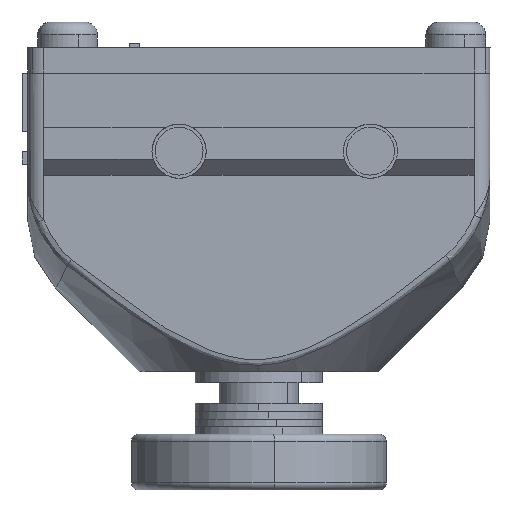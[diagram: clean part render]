
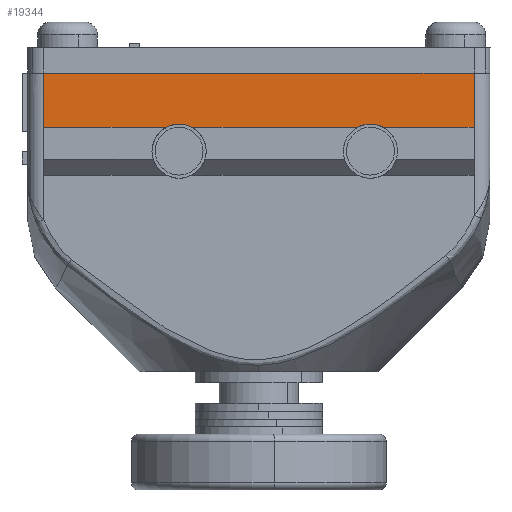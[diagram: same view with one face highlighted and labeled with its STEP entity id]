
A CAD part, front view. The second image highlights one B-rep face of the part: STEP entity #19344.
In plain terms, the highlighted face is planar.
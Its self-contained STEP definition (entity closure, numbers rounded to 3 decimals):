
#155 = CARTESIAN_POINT ( 'NONE',  ( 9.127, 7.208, -20.782 ) ) ;
#366 = DIRECTION ( 'NONE',  ( -1., 0., -0.013 ) ) ;
#603 = PLANE ( 'NONE',  #5354 ) ;
#791 = EDGE_CURVE ( 'NONE', #12208, #14185, #15735, .T. ) ;
#1237 = VERTEX_POINT ( 'NONE', #6268 ) ;
#1277 = EDGE_CURVE ( 'NONE', #21113, #10170, #22459, .T. ) ;
#1355 = DIRECTION ( 'NONE',  ( -0.013, 0., 1. ) ) ;
#1367 = AXIS2_PLACEMENT_3D ( 'NONE', #14399, #21388, #10774 ) ;
#2106 = DIRECTION ( 'NONE',  ( 0., -1., 0. ) ) ;
#2508 = LINE ( 'NONE', #11058, #2841 ) ;
#2562 = VERTEX_POINT ( 'NONE', #4278 ) ;
#2840 = DIRECTION ( 'NONE',  ( 0., -1., 0. ) ) ;
#2841 = VECTOR ( 'NONE', #2840, 1000. ) ;
#3395 = CARTESIAN_POINT ( 'NONE',  ( 14.826, 7.208, -20.709 ) ) ;
#3431 = ORIENTED_EDGE ( 'NONE', *, *, #1277, .T. ) ;
#3722 = EDGE_CURVE ( 'NONE', #12208, #2562, #20848, .T. ) ;
#3845 = CARTESIAN_POINT ( 'NONE',  ( 14.826, 7.208, -20.709 ) ) ;
#4267 = LINE ( 'NONE', #7218, #14652 ) ;
#4278 = CARTESIAN_POINT ( 'NONE',  ( -2.872, 7.208, -20.934 ) ) ;
#4430 = ORIENTED_EDGE ( 'NONE', *, *, #19906, .F. ) ;
#5094 = CARTESIAN_POINT ( 'NONE',  ( 0.265, 3.808, -20.894 ) ) ;
#5251 = LINE ( 'NONE', #14590, #16239 ) ;
#5354 = AXIS2_PLACEMENT_3D ( 'NONE', #19432, #12781, #10966 ) ;
#6268 = CARTESIAN_POINT ( 'NONE',  ( -4.472, 7.208, -20.954 ) ) ;
#6313 = ORIENTED_EDGE ( 'NONE', *, *, #13978, .T. ) ;
#6357 = CARTESIAN_POINT ( 'NONE',  ( 8.327, 8.708, -20.792 ) ) ;
#6554 = DIRECTION ( 'NONE',  ( -1., 0., -0.013 ) ) ;
#6688 = DIRECTION ( 'NONE',  ( 1., 0., 0.013 ) ) ;
#7012 = EDGE_CURVE ( 'NONE', #12507, #14185, #13911, .T. ) ;
#7022 = EDGE_CURVE ( 'NONE', #1237, #14149, #5251, .T. ) ;
#7218 = CARTESIAN_POINT ( 'NONE',  ( 14.826, 22.558, -20.709 ) ) ;
#7372 = VECTOR ( 'NONE', #6554, 1000. ) ;
#7398 = CARTESIAN_POINT ( 'NONE',  ( 7.527, 7.208, -20.802 ) ) ;
#8871 = EDGE_CURVE ( 'NONE', #1237, #2562, #22161, .T. ) ;
#9521 = VECTOR ( 'NONE', #12056, 1000. ) ;
#10170 = VERTEX_POINT ( 'NONE', #13418 ) ;
#10283 = AXIS2_PLACEMENT_3D ( 'NONE', #6357, #1355, #6688 ) ;
#10513 = DIRECTION ( 'NONE',  ( -1., 0., -0.013 ) ) ;
#10774 = DIRECTION ( 'NONE',  ( 1., 0., 0.013 ) ) ;
#10951 = ORIENTED_EDGE ( 'NONE', *, *, #7012, .F. ) ;
#10966 = DIRECTION ( 'NONE',  ( 1., 0., 0.013 ) ) ;
#11058 = CARTESIAN_POINT ( 'NONE',  ( -12.172, 22.558, -21.051 ) ) ;
#11140 = VECTOR ( 'NONE', #10513, 1000. ) ;
#12037 = CARTESIAN_POINT ( 'NONE',  ( 14.826, 3.808, -20.709 ) ) ;
#12056 = DIRECTION ( 'NONE',  ( -1., 0., -0.013 ) ) ;
#12208 = VERTEX_POINT ( 'NONE', #7398 ) ;
#12507 = VERTEX_POINT ( 'NONE', #3845 ) ;
#12781 = DIRECTION ( 'NONE',  ( -0.013, 0., 1. ) ) ;
#13418 = CARTESIAN_POINT ( 'NONE',  ( -12.172, 3.808, -21.051 ) ) ;
#13891 = ORIENTED_EDGE ( 'NONE', *, *, #791, .T. ) ;
#13911 = LINE ( 'NONE', #20903, #11140 ) ;
#13978 = EDGE_CURVE ( 'NONE', #12507, #21113, #4267, .T. ) ;
#14149 = VERTEX_POINT ( 'NONE', #14967 ) ;
#14185 = VERTEX_POINT ( 'NONE', #155 ) ;
#14399 = CARTESIAN_POINT ( 'NONE',  ( -3.672, 8.708, -20.944 ) ) ;
#14456 = ORIENTED_EDGE ( 'NONE', *, *, #7022, .F. ) ;
#14590 = CARTESIAN_POINT ( 'NONE',  ( 14.826, 7.208, -20.709 ) ) ;
#14652 = VECTOR ( 'NONE', #2106, 1000. ) ;
#14967 = CARTESIAN_POINT ( 'NONE',  ( -12.172, 7.208, -21.051 ) ) ;
#15735 = CIRCLE ( 'NONE', #10283, 1.7 ) ;
#15887 = FACE_OUTER_BOUND ( 'NONE', #22369, .T. ) ;
#16239 = VECTOR ( 'NONE', #366, 1000. ) ;
#17002 = ORIENTED_EDGE ( 'NONE', *, *, #8871, .T. ) ;
#19344 = ADVANCED_FACE ( 'NONE', ( #15887 ), #603, .F. ) ;
#19432 = CARTESIAN_POINT ( 'NONE',  ( 0.265, 22.558, -20.894 ) ) ;
#19906 = EDGE_CURVE ( 'NONE', #14149, #10170, #2508, .T. ) ;
#20011 = ORIENTED_EDGE ( 'NONE', *, *, #3722, .F. ) ;
#20848 = LINE ( 'NONE', #3395, #7372 ) ;
#20903 = CARTESIAN_POINT ( 'NONE',  ( 14.826, 7.208, -20.709 ) ) ;
#21113 = VERTEX_POINT ( 'NONE', #12037 ) ;
#21388 = DIRECTION ( 'NONE',  ( -0.013, 0., 1. ) ) ;
#22161 = CIRCLE ( 'NONE', #1367, 1.7 ) ;
#22369 = EDGE_LOOP ( 'NONE', ( #20011, #13891, #10951, #6313, #3431, #4430, #14456, #17002 ) ) ;
#22459 = LINE ( 'NONE', #5094, #9521 ) ;
